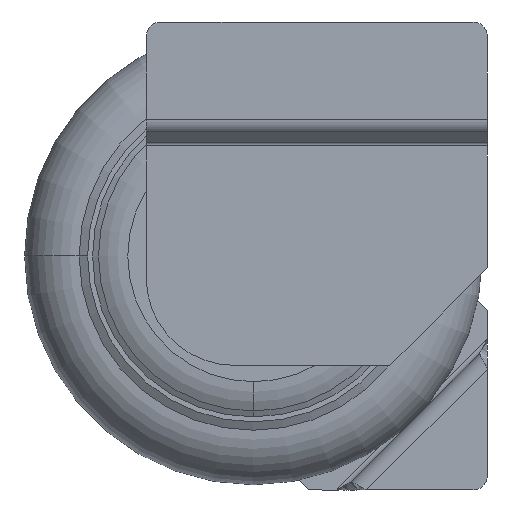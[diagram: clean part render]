
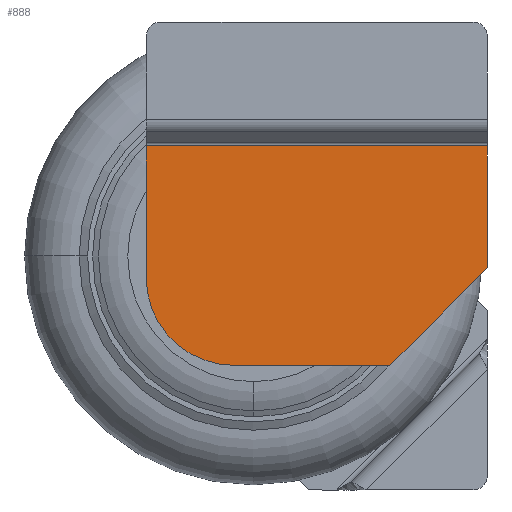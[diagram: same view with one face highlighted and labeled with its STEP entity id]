
A CAD part, front view. The second image highlights one B-rep face of the part: STEP entity #888.
In plain terms, the highlighted planar face has unit normal (0, -1, 0).
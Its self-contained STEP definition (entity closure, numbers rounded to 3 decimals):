
#21 = CARTESIAN_POINT ( 'NONE',  ( -0.2, 0.18, -1.121 ) ) ;
#24 = CARTESIAN_POINT ( 'NONE',  ( -1.1, 0.18, 1.199 ) ) ;
#42 = VECTOR ( 'NONE', #895, 1000. ) ;
#52 = DIRECTION ( 'NONE',  ( 0., -1., 0. ) ) ;
#54 = DIRECTION ( 'NONE',  ( 0., 0., -1. ) ) ;
#75 = ORIENTED_EDGE ( 'NONE', *, *, #700, .T. ) ;
#91 = VECTOR ( 'NONE', #1271, 1000. ) ;
#93 = EDGE_CURVE ( 'NONE', #158, #1051, #1257, .T. ) ;
#113 = CARTESIAN_POINT ( 'NONE',  ( -1.1, 0.18, -0.221 ) ) ;
#134 = ORIENTED_EDGE ( 'NONE', *, *, #93, .F. ) ;
#158 = VERTEX_POINT ( 'NONE', #1575 ) ;
#190 = VECTOR ( 'NONE', #1052, 1000. ) ;
#214 = PLANE ( 'NONE',  #1521 ) ;
#223 = EDGE_CURVE ( 'NONE', #739, #1267, #873, .T. ) ;
#233 = DIRECTION ( 'NONE',  ( 0., 0., -1. ) ) ;
#292 = VECTOR ( 'NONE', #1261, 1000. ) ;
#328 = LINE ( 'NONE', #953, #990 ) ;
#462 = CARTESIAN_POINT ( 'NONE',  ( -1.1, 0.18, -1.121 ) ) ;
#469 = LINE ( 'NONE', #1217, #42 ) ;
#534 = DIRECTION ( 'NONE',  ( 0., -1., 0. ) ) ;
#614 = LINE ( 'NONE', #462, #190 ) ;
#615 = AXIS2_PLACEMENT_3D ( 'NONE', #1618, #534, #233 ) ;
#648 = VERTEX_POINT ( 'NONE', #1823 ) ;
#700 = EDGE_CURVE ( 'NONE', #836, #648, #469, .T. ) ;
#739 = VERTEX_POINT ( 'NONE', #113 ) ;
#836 = VERTEX_POINT ( 'NONE', #1400 ) ;
#873 = CIRCLE ( 'NONE', #615, 0.9 ) ;
#881 = EDGE_LOOP ( 'NONE', ( #1153, #1168, #1896, #75, #1141, #134 ) ) ;
#888 = ADVANCED_FACE ( 'NONE', ( #1179 ), #214, .T. ) ;
#895 = DIRECTION ( 'NONE',  ( 0.707, 0., 0.707 ) ) ;
#939 = EDGE_CURVE ( 'NONE', #648, #1051, #328, .T. ) ;
#953 = CARTESIAN_POINT ( 'NONE',  ( 2.4, 0.18, 1.199 ) ) ;
#990 = VECTOR ( 'NONE', #1264, 1000. ) ;
#1051 = VERTEX_POINT ( 'NONE', #1796 ) ;
#1052 = DIRECTION ( 'NONE',  ( 1., 0., 0. ) ) ;
#1110 = EDGE_CURVE ( 'NONE', #1267, #836, #614, .T. ) ;
#1141 = ORIENTED_EDGE ( 'NONE', *, *, #939, .T. ) ;
#1153 = ORIENTED_EDGE ( 'NONE', *, *, #2008, .T. ) ;
#1168 = ORIENTED_EDGE ( 'NONE', *, *, #223, .T. ) ;
#1179 = FACE_OUTER_BOUND ( 'NONE', #881, .T. ) ;
#1217 = CARTESIAN_POINT ( 'NONE',  ( 1.31, 0.18, -1.211 ) ) ;
#1257 = LINE ( 'NONE', #1568, #91 ) ;
#1261 = DIRECTION ( 'NONE',  ( 0., 0., -1. ) ) ;
#1264 = DIRECTION ( 'NONE',  ( 0., 0., 1. ) ) ;
#1267 = VERTEX_POINT ( 'NONE', #21 ) ;
#1271 = DIRECTION ( 'NONE',  ( 1., 0., 0. ) ) ;
#1308 = CARTESIAN_POINT ( 'NONE',  ( -1.1, 0.18, 1.199 ) ) ;
#1400 = CARTESIAN_POINT ( 'NONE',  ( 1.4, 0.18, -1.121 ) ) ;
#1521 = AXIS2_PLACEMENT_3D ( 'NONE', #1308, #52, #54 ) ;
#1568 = CARTESIAN_POINT ( 'NONE',  ( -1.1, 0.18, 1.129 ) ) ;
#1575 = CARTESIAN_POINT ( 'NONE',  ( -1.1, 0.18, 1.129 ) ) ;
#1618 = CARTESIAN_POINT ( 'NONE',  ( -0.2, 0.18, -0.221 ) ) ;
#1686 = LINE ( 'NONE', #24, #292 ) ;
#1796 = CARTESIAN_POINT ( 'NONE',  ( 2.4, 0.18, 1.129 ) ) ;
#1823 = CARTESIAN_POINT ( 'NONE',  ( 2.4, 0.18, -0.121 ) ) ;
#1896 = ORIENTED_EDGE ( 'NONE', *, *, #1110, .T. ) ;
#2008 = EDGE_CURVE ( 'NONE', #158, #739, #1686, .T. ) ;
